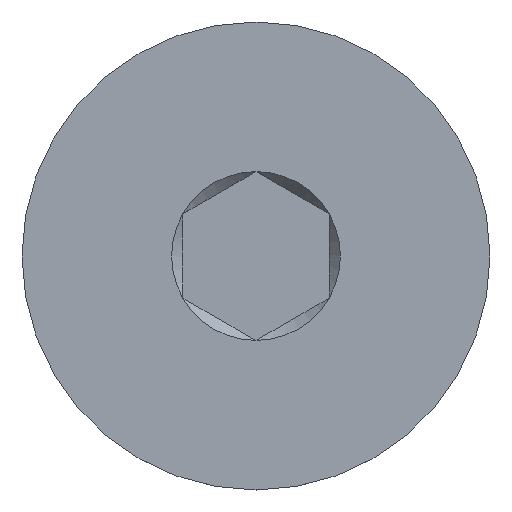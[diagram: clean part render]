
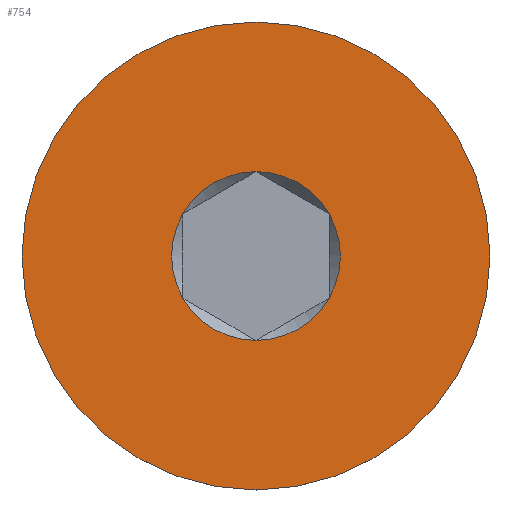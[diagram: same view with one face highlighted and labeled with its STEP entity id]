
A CAD part, top view. The second image highlights one B-rep face of the part: STEP entity #754.
In plain terms, the highlighted planar face has unit normal (0, 0, 1).
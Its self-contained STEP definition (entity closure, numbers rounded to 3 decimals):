
#17=FACE_BOUND('',#109,.T.);
#18=PLANE('',#832);
#63=FACE_OUTER_BOUND('',#108,.T.);
#108=EDGE_LOOP('',(#590,#591));
#109=EDGE_LOOP('',(#592,#593,#594,#595,#596,#597));
#152=CIRCLE('',#824,1.443);
#153=CIRCLE('',#826,4.);
#154=CIRCLE('',#827,4.);
#158=CIRCLE('',#833,1.443);
#159=CIRCLE('',#834,1.443);
#160=CIRCLE('',#835,1.443);
#161=CIRCLE('',#836,1.443);
#162=CIRCLE('',#837,1.443);
#335=VERTEX_POINT('',#5893);
#336=VERTEX_POINT('',#5894);
#337=VERTEX_POINT('',#5900);
#338=VERTEX_POINT('',#5901);
#344=VERTEX_POINT('',#5988);
#345=VERTEX_POINT('',#5990);
#346=VERTEX_POINT('',#5992);
#347=VERTEX_POINT('',#5994);
#434=EDGE_CURVE('',#335,#336,#152,.T.);
#435=EDGE_CURVE('',#337,#338,#153,.T.);
#436=EDGE_CURVE('',#338,#337,#154,.T.);
#445=EDGE_CURVE('',#336,#344,#158,.T.);
#446=EDGE_CURVE('',#344,#345,#159,.T.);
#447=EDGE_CURVE('',#345,#346,#160,.T.);
#448=EDGE_CURVE('',#346,#347,#161,.T.);
#449=EDGE_CURVE('',#347,#335,#162,.T.);
#590=ORIENTED_EDGE('',*,*,#435,.T.);
#591=ORIENTED_EDGE('',*,*,#436,.T.);
#592=ORIENTED_EDGE('',*,*,#445,.T.);
#593=ORIENTED_EDGE('',*,*,#446,.T.);
#594=ORIENTED_EDGE('',*,*,#447,.T.);
#595=ORIENTED_EDGE('',*,*,#448,.T.);
#596=ORIENTED_EDGE('',*,*,#449,.T.);
#597=ORIENTED_EDGE('',*,*,#434,.T.);
#754=ADVANCED_FACE('',(#63,#17),#18,.F.);
#824=AXIS2_PLACEMENT_3D('',#5898,#942,#943);
#826=AXIS2_PLACEMENT_3D('',#5902,#946,#947);
#827=AXIS2_PLACEMENT_3D('',#5903,#948,#949);
#832=AXIS2_PLACEMENT_3D('',#5987,#960,#961);
#833=AXIS2_PLACEMENT_3D('',#5989,#962,#963);
#834=AXIS2_PLACEMENT_3D('',#5991,#964,#965);
#835=AXIS2_PLACEMENT_3D('',#5993,#966,#967);
#836=AXIS2_PLACEMENT_3D('',#5995,#968,#969);
#837=AXIS2_PLACEMENT_3D('',#5996,#970,#971);
#942=DIRECTION('center_axis',(0.,0.,-1.));
#943=DIRECTION('ref_axis',(-1.,0.,0.));
#946=DIRECTION('center_axis',(0.,0.,1.));
#947=DIRECTION('ref_axis',(0.,-1.,0.));
#948=DIRECTION('center_axis',(0.,0.,1.));
#949=DIRECTION('ref_axis',(0.,-1.,0.));
#960=DIRECTION('center_axis',(0.,0.,-1.));
#961=DIRECTION('ref_axis',(0.,1.,0.));
#962=DIRECTION('center_axis',(0.,0.,-1.));
#963=DIRECTION('ref_axis',(-1.,0.,0.));
#964=DIRECTION('center_axis',(0.,0.,-1.));
#965=DIRECTION('ref_axis',(-1.,0.,0.));
#966=DIRECTION('center_axis',(0.,0.,-1.));
#967=DIRECTION('ref_axis',(-1.,0.,0.));
#968=DIRECTION('center_axis',(0.,0.,-1.));
#969=DIRECTION('ref_axis',(-1.,0.,0.));
#970=DIRECTION('center_axis',(0.,0.,-1.));
#971=DIRECTION('ref_axis',(-1.,0.,0.));
#5893=CARTESIAN_POINT('',(-1.25,-0.722,5.));
#5894=CARTESIAN_POINT('',(-1.25,0.722,5.));
#5898=CARTESIAN_POINT('Origin',(0.,0.,5.));
#5900=CARTESIAN_POINT('',(0.,-4.,5.));
#5901=CARTESIAN_POINT('',(0.,4.,5.));
#5902=CARTESIAN_POINT('Origin',(0.,0.,5.));
#5903=CARTESIAN_POINT('Origin',(0.,0.,5.));
#5987=CARTESIAN_POINT('Origin',(0.,0.,
5.));
#5988=CARTESIAN_POINT('',(0.,1.443,5.));
#5989=CARTESIAN_POINT('Origin',(0.,0.,5.));
#5990=CARTESIAN_POINT('',(1.25,0.722,5.));
#5991=CARTESIAN_POINT('Origin',(0.,0.,5.));
#5992=CARTESIAN_POINT('',(1.25,-0.722,5.));
#5993=CARTESIAN_POINT('Origin',(0.,0.,5.));
#5994=CARTESIAN_POINT('',(0.,-1.443,5.));
#5995=CARTESIAN_POINT('Origin',(0.,0.,5.));
#5996=CARTESIAN_POINT('Origin',(0.,0.,5.));
